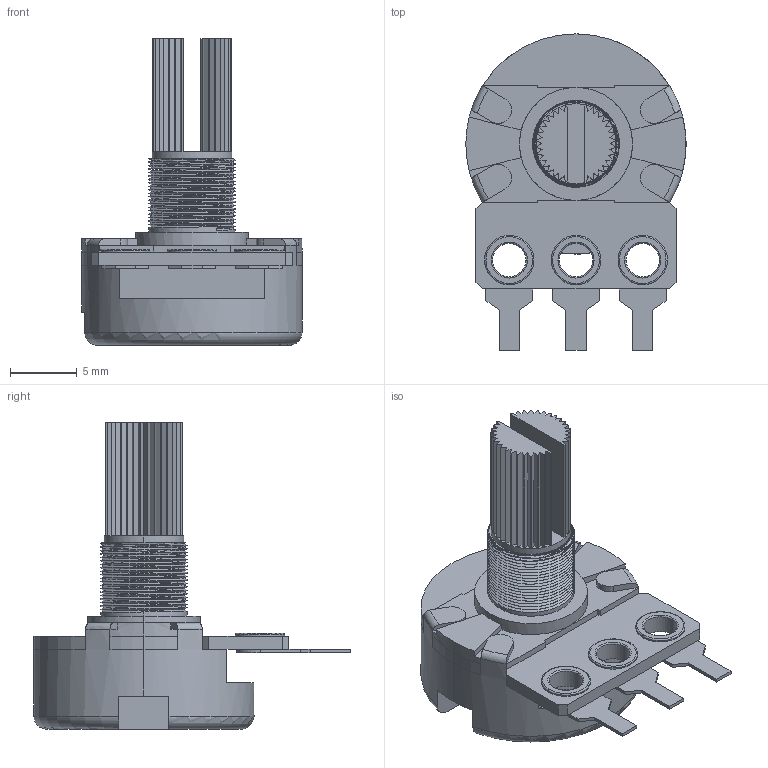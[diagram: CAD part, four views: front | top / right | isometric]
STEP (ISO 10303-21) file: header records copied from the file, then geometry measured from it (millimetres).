
FILE_DESCRIPTION (( 'STEP AP214' ), '1' );
FILE_NAME ('Potentiometer2.STEP', '2024-11-01T22:30:19', ( '' ), ( '' ), 'SwSTEP 2.0', 'SolidWorks 2022', '' );
FILE_SCHEMA (( 'AUTOMOTIVE_DESIGN' ));
Length unit declared in the file: millimetre
Products named in the file (1): Potentiometer2
Bounding box: 16.5 x 23.7 x 23 mm (x, y, z)
Volume: 1963.5 mm3; surface area: 2516.4 mm2
Topology: 5 solids, 5 shells, 315 faces, 886 edges, 584 vertices
Faces by surface type: plane 204, cylinder 92, torus 17, bspline 2
Entity records: 12702 total; most frequent: CARTESIAN_POINT 3657, ORIENTED_EDGE 1772, DIRECTION 1634, EDGE_CURVE 886, VERTEX_POINT 584, LINE 568, VECTOR 568, AXIS2_PLACEMENT_3D 533
